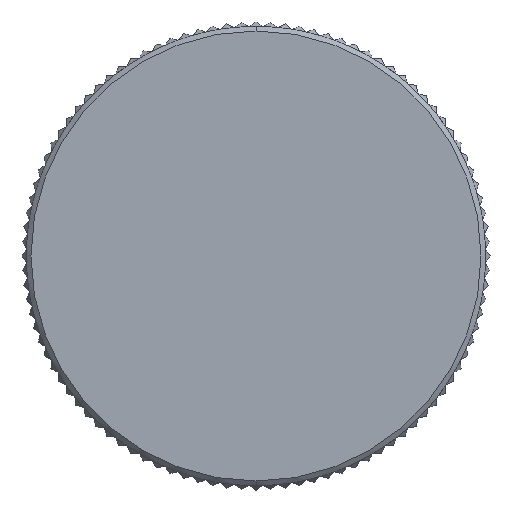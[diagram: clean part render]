
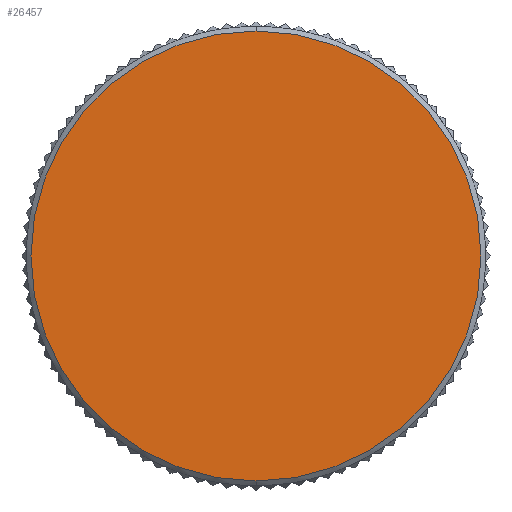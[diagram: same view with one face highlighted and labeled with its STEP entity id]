
A CAD part, front view. The second image highlights one B-rep face of the part: STEP entity #26457.
In plain terms, the highlighted planar face has unit normal (0, -1, 0).
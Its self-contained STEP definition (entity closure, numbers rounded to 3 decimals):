
#37 = CARTESIAN_POINT ( 'NONE',  ( 0., 0., 0. ) ) ;
#2585 = AXIS2_PLACEMENT_3D ( 'NONE', #37, #17925, #49429 ) ;
#6330 = DIRECTION ( 'NONE',  ( 0., 0., -1. ) ) ;
#7059 = DIRECTION ( 'NONE',  ( 0., -1., 0. ) ) ;
#8430 = CIRCLE ( 'NONE', #11848, 25. ) ;
#11848 = AXIS2_PLACEMENT_3D ( 'NONE', #33166, #7059, #6330 ) ;
#11861 = FACE_OUTER_BOUND ( 'NONE', #50539, .T. ) ;
#17833 = EDGE_CURVE ( 'NONE', #69616, #39749, #18464, .T. ) ;
#17925 = DIRECTION ( 'NONE',  ( 0., -1., 0. ) ) ;
#18464 = CIRCLE ( 'NONE', #45882, 25. ) ;
#24427 = CARTESIAN_POINT ( 'NONE',  ( 0., 0., 0. ) ) ;
#26457 = ADVANCED_FACE ( 'NONE', ( #11861 ), #66947, .T. ) ;
#33166 = CARTESIAN_POINT ( 'NONE',  ( 0., 0., 0. ) ) ;
#34432 = DIRECTION ( 'NONE',  ( 0., 0., -1. ) ) ;
#38970 = CARTESIAN_POINT ( 'NONE',  ( 0., 0., 25. ) ) ;
#39749 = VERTEX_POINT ( 'NONE', #38970 ) ;
#44540 = ORIENTED_EDGE ( 'NONE', *, *, #45789, .T. ) ;
#45789 = EDGE_CURVE ( 'NONE', #39749, #69616, #8430, .T. ) ;
#45882 = AXIS2_PLACEMENT_3D ( 'NONE', #24427, #46240, #34432 ) ;
#46240 = DIRECTION ( 'NONE',  ( 0., -1., 0. ) ) ;
#49429 = DIRECTION ( 'NONE',  ( 0., 0., -1. ) ) ;
#50539 = EDGE_LOOP ( 'NONE', ( #44540, #60294 ) ) ;
#54249 = CARTESIAN_POINT ( 'NONE',  ( 0., 0., -25. ) ) ;
#60294 = ORIENTED_EDGE ( 'NONE', *, *, #17833, .T. ) ;
#66947 = PLANE ( 'NONE',  #2585 ) ;
#69616 = VERTEX_POINT ( 'NONE', #54249 ) ;
